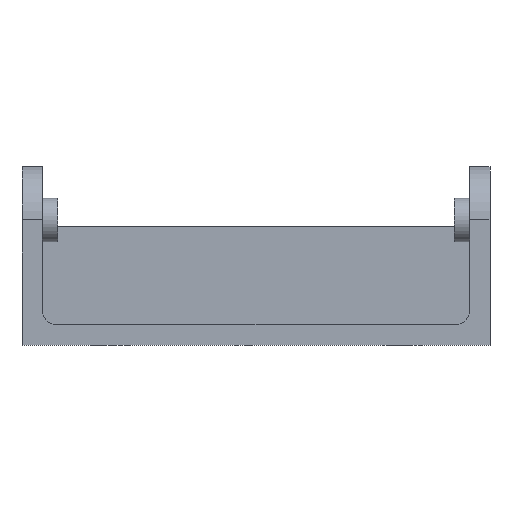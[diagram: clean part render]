
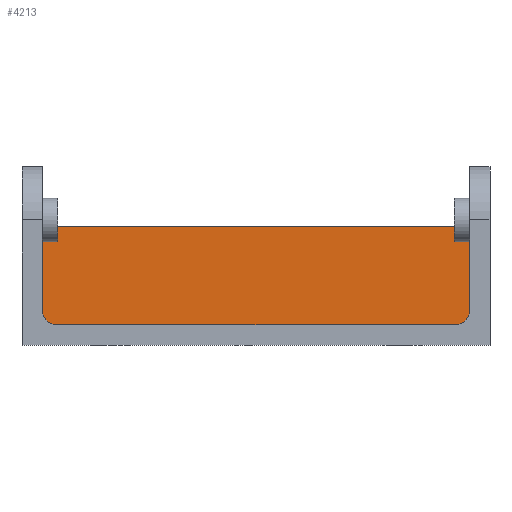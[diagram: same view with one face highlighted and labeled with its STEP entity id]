
A CAD part, top view. The second image highlights one B-rep face of the part: STEP entity #4213.
In plain terms, the highlighted planar face has unit normal (0, 0, 1).
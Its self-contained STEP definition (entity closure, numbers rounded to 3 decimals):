
#117=PLANE('',#4463);
#339=FACE_OUTER_BOUND('',#565,.T.);
#565=EDGE_LOOP('',(#3220,#3221,#3222,#3223));
#788=LINE('',#5744,#1359);
#796=LINE('',#5772,#1367);
#905=LINE('',#5999,#1476);
#906=LINE('',#6001,#1477);
#1359=VECTOR('',#4671,10.);
#1367=VECTOR('',#4695,10.);
#1476=VECTOR('',#4902,10.);
#1477=VECTOR('',#4905,10.);
#1963=VERTEX_POINT('',#5738);
#1965=VERTEX_POINT('',#5742);
#1975=VERTEX_POINT('',#5768);
#1977=VERTEX_POINT('',#5771);
#2361=EDGE_CURVE('',#1963,#1965,#788,.T.);
#2374=EDGE_CURVE('',#1977,#1975,#796,.T.);
#2489=EDGE_CURVE('',#1963,#1975,#905,.T.);
#2490=EDGE_CURVE('',#1977,#1965,#906,.T.);
#3220=ORIENTED_EDGE('',*,*,#2489,.F.);
#3221=ORIENTED_EDGE('',*,*,#2361,.T.);
#3222=ORIENTED_EDGE('',*,*,#2490,.F.);
#3223=ORIENTED_EDGE('',*,*,#2374,.T.);
#4213=ADVANCED_FACE('',(#339),#117,.T.);
#4463=AXIS2_PLACEMENT_3D('',#6000,#4903,#4904);
#4671=DIRECTION('',(0.,1.,0.));
#4695=DIRECTION('',(0.,-1.,0.));
#4902=DIRECTION('',(-1.,0.,0.));
#4903=DIRECTION('center_axis',(0.,0.,1.));
#4904=DIRECTION('ref_axis',(-1.,0.,0.));
#4905=DIRECTION('',(1.,0.,0.));
#5738=CARTESIAN_POINT('',(22.,-1.,15.35));
#5742=CARTESIAN_POINT('',(22.,9.8,15.35));
#5744=CARTESIAN_POINT('',(22.,0.,15.35));
#5768=CARTESIAN_POINT('',(-22.,-1.,15.35));
#5771=CARTESIAN_POINT('',(-22.,9.8,15.35));
#5772=CARTESIAN_POINT('',(-22.,0.,15.35));
#5999=CARTESIAN_POINT('',(11.,-1.,15.35));
#6000=CARTESIAN_POINT('Origin',(22.,0.,15.35));
#6001=CARTESIAN_POINT('',(22.,9.8,15.35));
